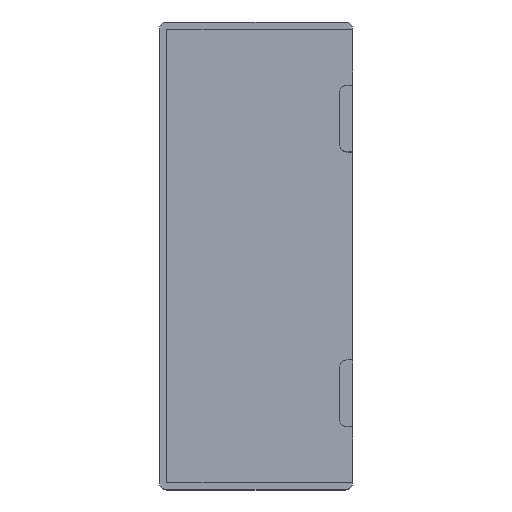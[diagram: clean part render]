
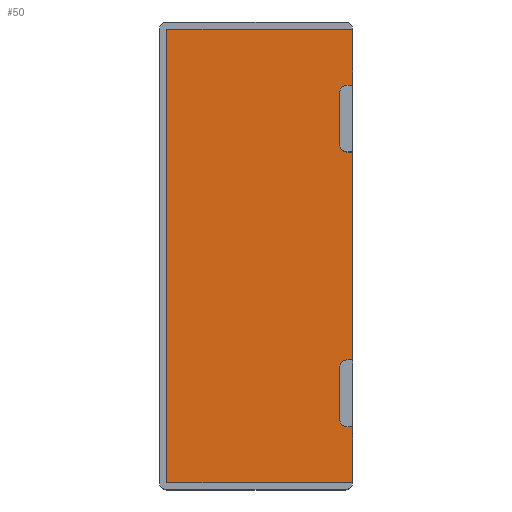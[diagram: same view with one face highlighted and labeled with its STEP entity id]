
A CAD part, top view. The second image highlights one B-rep face of the part: STEP entity #50.
In plain terms, the highlighted planar face has unit normal (0, 0, 1).
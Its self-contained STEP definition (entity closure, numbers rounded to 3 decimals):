
#8 = DIRECTION ( 'NONE',  ( 0., 0., -1. ) ) ;
#9 = LINE ( 'NONE', #669, #813 ) ;
#11 = LINE ( 'NONE', #23, #169 ) ;
#19 = VECTOR ( 'NONE', #412, 1000. ) ;
#23 = CARTESIAN_POINT ( 'NONE',  ( -24., 61., 0. ) ) ;
#30 = CARTESIAN_POINT ( 'NONE',  ( 26., -28., 0. ) ) ;
#50 = ADVANCED_FACE ( 'NONE', ( #394 ), #836, .F. ) ;
#51 = DIRECTION ( 'NONE',  ( 0., 1., 0. ) ) ;
#52 = ORIENTED_EDGE ( 'NONE', *, *, #162, .T. ) ;
#61 = DIRECTION ( 'NONE',  ( 0., 0., -1. ) ) ;
#67 = VECTOR ( 'NONE', #122, 1000. ) ;
#69 = VERTEX_POINT ( 'NONE', #357 ) ;
#72 = CARTESIAN_POINT ( 'NONE',  ( 22.5, -28., 0. ) ) ;
#83 = DIRECTION ( 'NONE',  ( -1., 0., 0. ) ) ;
#91 = EDGE_CURVE ( 'NONE', #625, #638, #11, .T. ) ;
#92 = ORIENTED_EDGE ( 'NONE', *, *, #648, .T. ) ;
#95 = VERTEX_POINT ( 'NONE', #865 ) ;
#104 = CARTESIAN_POINT ( 'NONE',  ( 0., -46., 0. ) ) ;
#105 = DIRECTION ( 'NONE',  ( -1., 0., 0. ) ) ;
#108 = VERTEX_POINT ( 'NONE', #851 ) ;
#111 = EDGE_LOOP ( 'NONE', ( #372, #92, #295, #272, #524, #555, #356, #806, #750, #135, #646, #818, #714, #785, #166, #52 ) ) ;
#121 = CARTESIAN_POINT ( 'NONE',  ( 24.5, 46., 0. ) ) ;
#122 = DIRECTION ( 'NONE',  ( -1., 0., 0. ) ) ;
#134 = DIRECTION ( 'NONE',  ( 0., 0., -1. ) ) ;
#135 = ORIENTED_EDGE ( 'NONE', *, *, #578, .T. ) ;
#139 = VERTEX_POINT ( 'NONE', #735 ) ;
#141 = EDGE_CURVE ( 'NONE', #672, #261, #823, .T. ) ;
#142 = CARTESIAN_POINT ( 'NONE',  ( 26., -46., 0. ) ) ;
#162 = EDGE_CURVE ( 'NONE', #638, #871, #335, .T. ) ;
#166 = ORIENTED_EDGE ( 'NONE', *, *, #91, .T. ) ;
#169 = VECTOR ( 'NONE', #182, 1000. ) ;
#182 = DIRECTION ( 'NONE',  ( -1., 0., 0. ) ) ;
#188 = DIRECTION ( 'NONE',  ( 0., 0., -1. ) ) ;
#189 = CARTESIAN_POINT ( 'NONE',  ( 22.5, 61., 0. ) ) ;
#210 = EDGE_CURVE ( 'NONE', #871, #428, #864, .T. ) ;
#231 = EDGE_CURVE ( 'NONE', #289, #800, #708, .T. ) ;
#235 = CARTESIAN_POINT ( 'NONE',  ( -24., -61., 0. ) ) ;
#245 = EDGE_CURVE ( 'NONE', #108, #139, #732, .T. ) ;
#247 = CARTESIAN_POINT ( 'NONE',  ( -24., -61., 0. ) ) ;
#254 = VECTOR ( 'NONE', #367, 1000. ) ;
#261 = VERTEX_POINT ( 'NONE', #668 ) ;
#272 = ORIENTED_EDGE ( 'NONE', *, *, #403, .T. ) ;
#289 = VERTEX_POINT ( 'NONE', #598 ) ;
#291 = VERTEX_POINT ( 'NONE', #384 ) ;
#295 = ORIENTED_EDGE ( 'NONE', *, *, #141, .T. ) ;
#303 = VECTOR ( 'NONE', #614, 1000. ) ;
#328 = CARTESIAN_POINT ( 'NONE',  ( 24.5, 44., 0. ) ) ;
#331 = CARTESIAN_POINT ( 'NONE',  ( 26., 46., 0. ) ) ;
#334 = DIRECTION ( 'NONE',  ( 0., 0., -1. ) ) ;
#335 = LINE ( 'NONE', #725, #483 ) ;
#340 = DIRECTION ( 'NONE',  ( -1., 0., 0. ) ) ;
#349 = CARTESIAN_POINT ( 'NONE',  ( 22.5, 44., 0. ) ) ;
#350 = EDGE_CURVE ( 'NONE', #516, #625, #9, .T. ) ;
#354 = CIRCLE ( 'NONE', #582, 2. ) ;
#355 = VECTOR ( 'NONE', #509, 1000. ) ;
#356 = ORIENTED_EDGE ( 'NONE', *, *, #632, .T. ) ;
#357 = CARTESIAN_POINT ( 'NONE',  ( 22.5, -44., 0. ) ) ;
#367 = DIRECTION ( 'NONE',  ( -1., 0., 0. ) ) ;
#372 = ORIENTED_EDGE ( 'NONE', *, *, #210, .T. ) ;
#378 = AXIS2_PLACEMENT_3D ( 'NONE', #488, #334, #340 ) ;
#384 = CARTESIAN_POINT ( 'NONE',  ( 24.5, -28., 0. ) ) ;
#389 = DIRECTION ( 'NONE',  ( 0., 1., 0. ) ) ;
#391 = LINE ( 'NONE', #142, #19 ) ;
#394 = FACE_OUTER_BOUND ( 'NONE', #111, .T. ) ;
#403 = EDGE_CURVE ( 'NONE', #261, #69, #425, .T. ) ;
#412 = DIRECTION ( 'NONE',  ( 0., 1., 0. ) ) ;
#414 = LINE ( 'NONE', #72, #758 ) ;
#425 = CIRCLE ( 'NONE', #889, 2. ) ;
#428 = VERTEX_POINT ( 'NONE', #684 ) ;
#429 = CARTESIAN_POINT ( 'NONE',  ( 0., 0., 0. ) ) ;
#449 = VECTOR ( 'NONE', #473, 1000. ) ;
#473 = DIRECTION ( 'NONE',  ( 1., 0., 0. ) ) ;
#483 = VECTOR ( 'NONE', #861, 1000. ) ;
#487 = AXIS2_PLACEMENT_3D ( 'NONE', #328, #61, #680 ) ;
#488 = CARTESIAN_POINT ( 'NONE',  ( 24.5, 30., 0. ) ) ;
#494 = EDGE_CURVE ( 'NONE', #95, #291, #354, .T. ) ;
#504 = EDGE_CURVE ( 'NONE', #800, #529, #676, .T. ) ;
#509 = DIRECTION ( 'NONE',  ( 1., 0., 0. ) ) ;
#516 = VERTEX_POINT ( 'NONE', #331 ) ;
#518 = CARTESIAN_POINT ( 'NONE',  ( 24.5, -44., 0. ) ) ;
#519 = EDGE_CURVE ( 'NONE', #828, #108, #705, .T. ) ;
#521 = CIRCLE ( 'NONE', #378, 2. ) ;
#524 = ORIENTED_EDGE ( 'NONE', *, *, #641, .T. ) ;
#529 = VERTEX_POINT ( 'NONE', #121 ) ;
#539 = DIRECTION ( 'NONE',  ( -1., 0., 0. ) ) ;
#547 = CARTESIAN_POINT ( 'NONE',  ( 22.5, 61., 0. ) ) ;
#551 = DIRECTION ( 'NONE',  ( 1., 0., 0. ) ) ;
#555 = ORIENTED_EDGE ( 'NONE', *, *, #494, .T. ) ;
#567 = EDGE_CURVE ( 'NONE', #529, #516, #767, .T. ) ;
#572 = CARTESIAN_POINT ( 'NONE',  ( 26., -46., 0. ) ) ;
#578 = EDGE_CURVE ( 'NONE', #139, #289, #521, .T. ) ;
#582 = AXIS2_PLACEMENT_3D ( 'NONE', #604, #134, #539 ) ;
#598 = CARTESIAN_POINT ( 'NONE',  ( 22.5, 30., 0. ) ) ;
#604 = CARTESIAN_POINT ( 'NONE',  ( 24.5, -30., 0. ) ) ;
#614 = DIRECTION ( 'NONE',  ( 0., 1., 0. ) ) ;
#625 = VERTEX_POINT ( 'NONE', #761 ) ;
#628 = AXIS2_PLACEMENT_3D ( 'NONE', #429, #8, #83 ) ;
#632 = EDGE_CURVE ( 'NONE', #291, #828, #414, .T. ) ;
#638 = VERTEX_POINT ( 'NONE', #829 ) ;
#641 = EDGE_CURVE ( 'NONE', #69, #95, #778, .T. ) ;
#646 = ORIENTED_EDGE ( 'NONE', *, *, #231, .T. ) ;
#648 = EDGE_CURVE ( 'NONE', #428, #672, #391, .T. ) ;
#649 = VECTOR ( 'NONE', #51, 1000. ) ;
#668 = CARTESIAN_POINT ( 'NONE',  ( 24.5, -46., 0. ) ) ;
#669 = CARTESIAN_POINT ( 'NONE',  ( 26., 46., 0. ) ) ;
#672 = VERTEX_POINT ( 'NONE', #572 ) ;
#676 = CIRCLE ( 'NONE', #487, 2. ) ;
#680 = DIRECTION ( 'NONE',  ( -1., 0., 0. ) ) ;
#684 = CARTESIAN_POINT ( 'NONE',  ( 26., -61., 0. ) ) ;
#705 = LINE ( 'NONE', #749, #649 ) ;
#708 = LINE ( 'NONE', #189, #841 ) ;
#714 = ORIENTED_EDGE ( 'NONE', *, *, #567, .T. ) ;
#725 = CARTESIAN_POINT ( 'NONE',  ( -24., 61., 0. ) ) ;
#732 = LINE ( 'NONE', #738, #67 ) ;
#734 = DIRECTION ( 'NONE',  ( 0., 1., 0. ) ) ;
#735 = CARTESIAN_POINT ( 'NONE',  ( 24.5, 28., 0. ) ) ;
#738 = CARTESIAN_POINT ( 'NONE',  ( 22.5, 28., 0. ) ) ;
#749 = CARTESIAN_POINT ( 'NONE',  ( 26., 28., 0. ) ) ;
#750 = ORIENTED_EDGE ( 'NONE', *, *, #245, .T. ) ;
#758 = VECTOR ( 'NONE', #551, 1000. ) ;
#761 = CARTESIAN_POINT ( 'NONE',  ( 26., 61., 0. ) ) ;
#767 = LINE ( 'NONE', #808, #449 ) ;
#778 = LINE ( 'NONE', #547, #303 ) ;
#785 = ORIENTED_EDGE ( 'NONE', *, *, #350, .T. ) ;
#800 = VERTEX_POINT ( 'NONE', #349 ) ;
#806 = ORIENTED_EDGE ( 'NONE', *, *, #519, .T. ) ;
#808 = CARTESIAN_POINT ( 'NONE',  ( 0., 46., 0. ) ) ;
#813 = VECTOR ( 'NONE', #734, 1000. ) ;
#818 = ORIENTED_EDGE ( 'NONE', *, *, #504, .T. ) ;
#823 = LINE ( 'NONE', #104, #254 ) ;
#828 = VERTEX_POINT ( 'NONE', #30 ) ;
#829 = CARTESIAN_POINT ( 'NONE',  ( -24., 61., 0. ) ) ;
#836 = PLANE ( 'NONE',  #628 ) ;
#841 = VECTOR ( 'NONE', #389, 1000. ) ;
#851 = CARTESIAN_POINT ( 'NONE',  ( 26., 28., 0. ) ) ;
#861 = DIRECTION ( 'NONE',  ( 0., -1., 0. ) ) ;
#864 = LINE ( 'NONE', #235, #355 ) ;
#865 = CARTESIAN_POINT ( 'NONE',  ( 22.5, -30., 0. ) ) ;
#871 = VERTEX_POINT ( 'NONE', #247 ) ;
#889 = AXIS2_PLACEMENT_3D ( 'NONE', #518, #188, #105 ) ;
